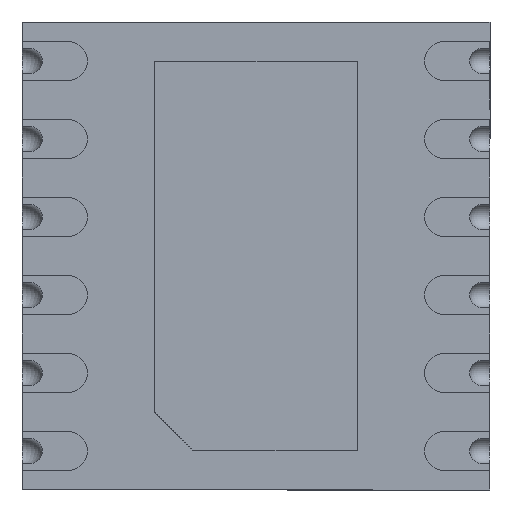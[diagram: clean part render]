
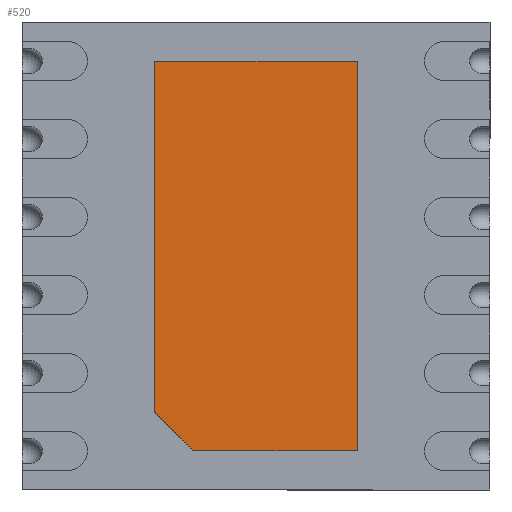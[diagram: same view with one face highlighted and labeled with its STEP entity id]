
A CAD part, front view. The second image highlights one B-rep face of the part: STEP entity #520.
In plain terms, the highlighted planar face has unit normal (0, -1, 0).
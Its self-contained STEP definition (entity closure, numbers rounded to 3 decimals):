
#4 = DIRECTION ( 'NONE',  ( -1., 0., 0. ) ) ;
#190 = CARTESIAN_POINT ( 'NONE',  ( -0.65, 0., 1.25 ) ) ;
#409 = VECTOR ( 'NONE', #4944, 1000. ) ;
#495 = LINE ( 'NONE', #3638, #812 ) ;
#520 = ADVANCED_FACE ( 'NONE', ( #6814 ), #3204, .T. ) ;
#764 = LINE ( 'NONE', #190, #1923 ) ;
#812 = VECTOR ( 'NONE', #5469, 1000. ) ;
#1145 = ORIENTED_EDGE ( 'NONE', *, *, #2683, .T. ) ;
#1245 = CARTESIAN_POINT ( 'NONE',  ( 0., 0., 0. ) ) ;
#1923 = VECTOR ( 'NONE', #5009, 1000. ) ;
#2255 = VERTEX_POINT ( 'NONE', #6037 ) ;
#2290 = LINE ( 'NONE', #4003, #5358 ) ;
#2329 = EDGE_CURVE ( 'NONE', #4090, #4603, #495, .T. ) ;
#2419 = VECTOR ( 'NONE', #4, 1000. ) ;
#2467 = CARTESIAN_POINT ( 'NONE',  ( -0.825, 0., -0.825 ) ) ;
#2683 = EDGE_CURVE ( 'NONE', #2255, #4090, #2290, .T. ) ;
#3204 = PLANE ( 'NONE',  #4332 ) ;
#3252 = LINE ( 'NONE', #7543, #2419 ) ;
#3339 = EDGE_CURVE ( 'NONE', #4603, #6718, #3252, .T. ) ;
#3588 = EDGE_LOOP ( 'NONE', ( #5397, #7107, #1145, #7494, #5799 ) ) ;
#3638 = CARTESIAN_POINT ( 'NONE',  ( 0.65, 0., 1.25 ) ) ;
#4003 = CARTESIAN_POINT ( 'NONE',  ( 0.65, 0., -1.25 ) ) ;
#4090 = VERTEX_POINT ( 'NONE', #4752 ) ;
#4279 = VERTEX_POINT ( 'NONE', #8031 ) ;
#4332 = AXIS2_PLACEMENT_3D ( 'NONE', #1245, #5629, #6275 ) ;
#4603 = VERTEX_POINT ( 'NONE', #6016 ) ;
#4752 = CARTESIAN_POINT ( 'NONE',  ( 0.65, 0., -1.25 ) ) ;
#4770 = DIRECTION ( 'NONE',  ( 1., 0., 0. ) ) ;
#4944 = DIRECTION ( 'NONE',  ( 0.707, 0., -0.707 ) ) ;
#5009 = DIRECTION ( 'NONE',  ( 0., 0., -1. ) ) ;
#5358 = VECTOR ( 'NONE', #4770, 1000. ) ;
#5397 = ORIENTED_EDGE ( 'NONE', *, *, #5480, .T. ) ;
#5469 = DIRECTION ( 'NONE',  ( 0., 0., 1. ) ) ;
#5480 = EDGE_CURVE ( 'NONE', #6718, #4279, #764, .T. ) ;
#5629 = DIRECTION ( 'NONE',  ( 0., -1., 0. ) ) ;
#5791 = CARTESIAN_POINT ( 'NONE',  ( -0.65, 0., 1.25 ) ) ;
#5799 = ORIENTED_EDGE ( 'NONE', *, *, #3339, .T. ) ;
#6016 = CARTESIAN_POINT ( 'NONE',  ( 0.65, 0., 1.25 ) ) ;
#6037 = CARTESIAN_POINT ( 'NONE',  ( -0.4, 0., -1.25 ) ) ;
#6235 = LINE ( 'NONE', #2467, #409 ) ;
#6275 = DIRECTION ( 'NONE',  ( 0., 0., -1. ) ) ;
#6718 = VERTEX_POINT ( 'NONE', #5791 ) ;
#6814 = FACE_OUTER_BOUND ( 'NONE', #3588, .T. ) ;
#7107 = ORIENTED_EDGE ( 'NONE', *, *, #7874, .T. ) ;
#7494 = ORIENTED_EDGE ( 'NONE', *, *, #2329, .T. ) ;
#7543 = CARTESIAN_POINT ( 'NONE',  ( 0.65, 0., 1.25 ) ) ;
#7874 = EDGE_CURVE ( 'NONE', #4279, #2255, #6235, .T. ) ;
#8031 = CARTESIAN_POINT ( 'NONE',  ( -0.65, 0., -1. ) ) ;
